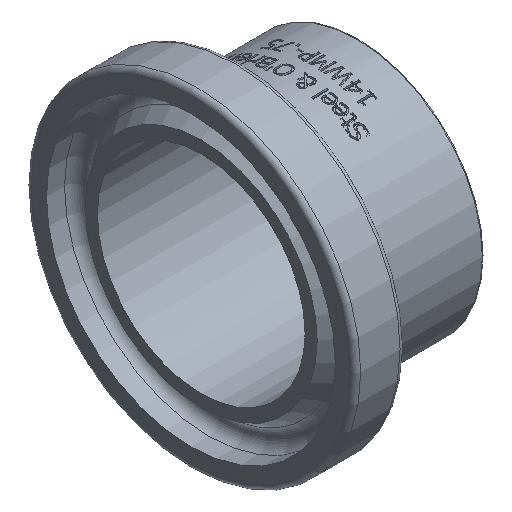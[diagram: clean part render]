
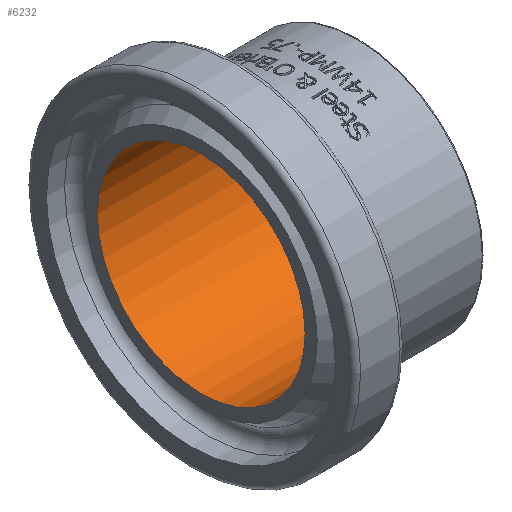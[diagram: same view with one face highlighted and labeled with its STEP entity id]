
A CAD part, isometric view. The second image highlights one B-rep face of the part: STEP entity #6232.
In plain terms, the highlighted cylindrical face has radius 7.874 mm (diameter 15.748 mm), a full revolution.
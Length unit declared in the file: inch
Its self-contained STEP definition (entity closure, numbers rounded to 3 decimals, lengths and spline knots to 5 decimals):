
#103=FACE_BOUND('',#1139,.T.);
#754=FACE_OUTER_BOUND('',#1138,.T.);
#1138=EDGE_LOOP('',(#5806));
#1139=EDGE_LOOP('',(#5807));
#1316=CIRCLE('',#6639,0.31);
#1318=CIRCLE('',#6643,0.31);
#3069=VERTEX_POINT('',#13369);
#3071=VERTEX_POINT('',#13375);
#3987=EDGE_CURVE('',#3069,#3069,#1316,.T.);
#3989=EDGE_CURVE('',#3071,#3071,#1318,.T.);
#5806=ORIENTED_EDGE('',*,*,#3989,.T.);
#5807=ORIENTED_EDGE('',*,*,#3987,.F.);
#5868=CYLINDRICAL_SURFACE('',#6642,0.31);
#6232=ADVANCED_FACE('',(#754,#103),#5868,.F.);
#6639=AXIS2_PLACEMENT_3D('',#13370,#7876,#7877);
#6642=AXIS2_PLACEMENT_3D('',#13374,#7882,#7883);
#6643=AXIS2_PLACEMENT_3D('',#13376,#7884,#7885);
#7876=DIRECTION('center_axis',(-1.,0.,0.));
#7877=DIRECTION('ref_axis',(0.,-1.,0.));
#7882=DIRECTION('center_axis',(1.,0.,0.));
#7883=DIRECTION('ref_axis',(0.,1.,0.));
#7884=DIRECTION('center_axis',(-1.,0.,0.));
#7885=DIRECTION('ref_axis',(0.,1.,0.));
#13369=CARTESIAN_POINT('',(0.495,0.31,0.));
#13370=CARTESIAN_POINT('Origin',(0.495,0.,0.));
#13374=CARTESIAN_POINT('Origin',(0.2655,0.,0.));
#13375=CARTESIAN_POINT('',(0.031,0.31,0.));
#13376=CARTESIAN_POINT('Origin',(0.031,0.,0.));
